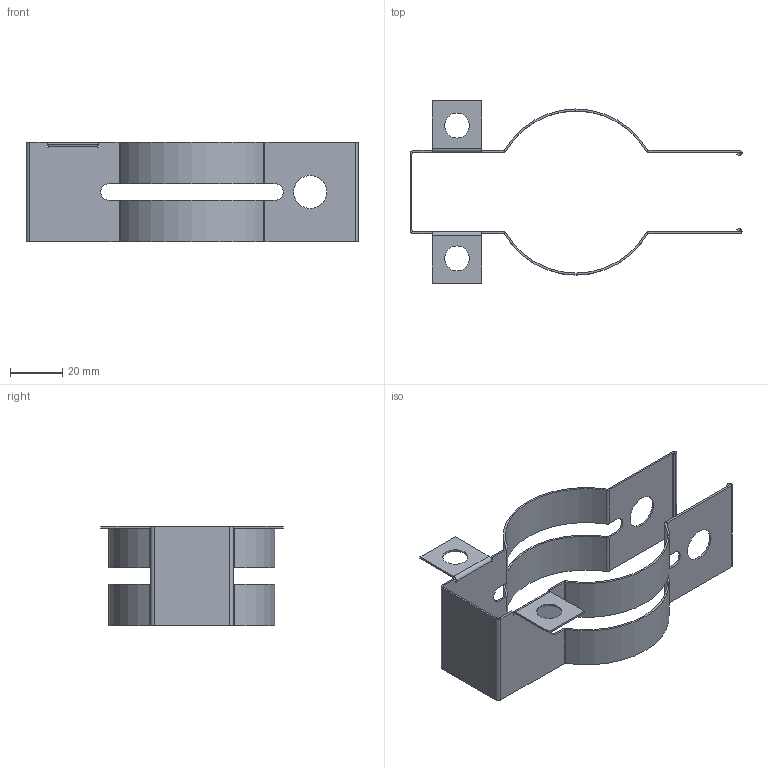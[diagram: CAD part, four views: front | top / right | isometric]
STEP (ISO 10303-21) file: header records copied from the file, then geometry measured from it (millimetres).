
FILE_DESCRIPTION (( 'STEP AP203' ), '1' );
FILE_NAME ('E11b.STEP', '2026-01-05T22:25:41', ( '' ), ( '' ), 'SwSTEP 2.0', 'SolidWorks 2026', '' );
FILE_SCHEMA (( 'CONFIG_CONTROL_DESIGN' ));
Length unit declared in the file: inch
Products named in the file (1): E11b
Bounding box: 127 x 69.85 x 38.1 mm (x, y, z)
Volume: 8173.1 mm3; surface area: 23123 mm2
Topology: 1 solids, 1 shells, 140 faces, 330 edges, 188 vertices
Faces by surface type: plane 86, cylinder 54
Entity records: 4017 total; most frequent: DIRECTION 720, ORIENTED_EDGE 660, CARTESIAN_POINT 659, EDGE_CURVE 330, AXIS2_PLACEMENT_3D 249, LINE 222, VECTOR 222, VERTEX_POINT 188
